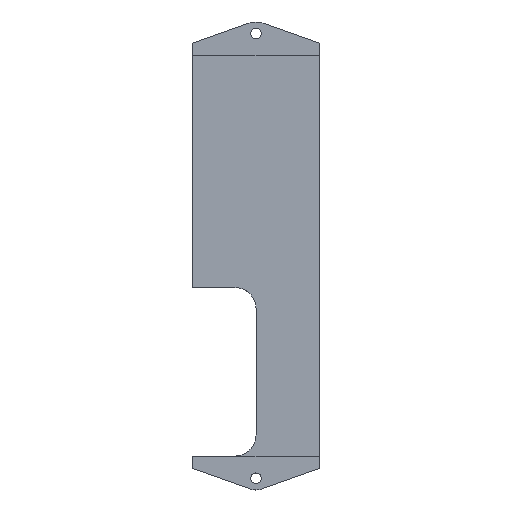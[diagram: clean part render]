
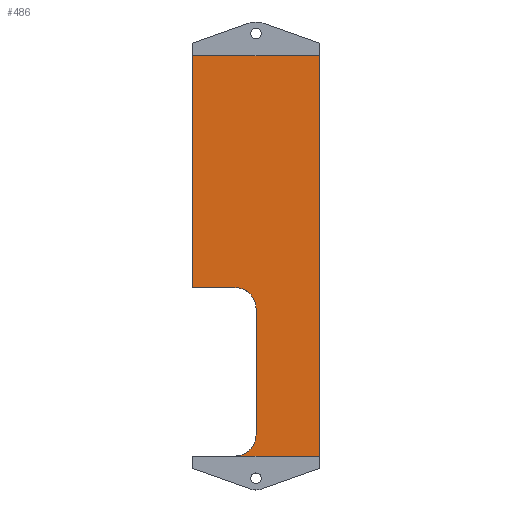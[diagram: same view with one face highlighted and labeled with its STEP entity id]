
A CAD part, top view. The second image highlights one B-rep face of the part: STEP entity #486.
In plain terms, the highlighted planar face has unit normal (0, 0, 1).
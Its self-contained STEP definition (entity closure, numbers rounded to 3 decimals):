
#20=CIRCLE('',#495,5.);
#22=CIRCLE('',#499,5.);
#58=FACE_OUTER_BOUND('',#86,.T.);
#86=EDGE_LOOP('',(#417,#418,#419,#420,#421,#422,#423,#424));
#93=LINE('',#668,#148);
#97=LINE('',#680,#152);
#106=LINE('',#702,#161);
#116=LINE('',#721,#171);
#117=LINE('',#724,#172);
#123=LINE('',#739,#178);
#148=VECTOR('',#535,10.);
#152=VECTOR('',#547,10.);
#161=VECTOR('',#566,10.);
#171=VECTOR('',#580,10.);
#172=VECTOR('',#583,10.);
#178=VECTOR('',#597,10.);
#203=VERTEX_POINT('',#665);
#204=VERTEX_POINT('',#667);
#206=VERTEX_POINT('',#673);
#208=VERTEX_POINT('',#679);
#210=VERTEX_POINT('',#685);
#216=VERTEX_POINT('',#701);
#223=VERTEX_POINT('',#719);
#224=VERTEX_POINT('',#723);
#247=EDGE_CURVE('',#204,#203,#93,.T.);
#250=EDGE_CURVE('',#206,#204,#20,.T.);
#253=EDGE_CURVE('',#208,#206,#97,.T.);
#257=EDGE_CURVE('',#203,#210,#22,.T.);
#264=EDGE_CURVE('',#208,#216,#106,.T.);
#274=EDGE_CURVE('',#223,#210,#116,.T.);
#275=EDGE_CURVE('',#224,#216,#117,.T.);
#283=EDGE_CURVE('',#224,#223,#123,.T.);
#417=ORIENTED_EDGE('',*,*,#257,.T.);
#418=ORIENTED_EDGE('',*,*,#274,.F.);
#419=ORIENTED_EDGE('',*,*,#283,.F.);
#420=ORIENTED_EDGE('',*,*,#275,.T.);
#421=ORIENTED_EDGE('',*,*,#264,.F.);
#422=ORIENTED_EDGE('',*,*,#253,.T.);
#423=ORIENTED_EDGE('',*,*,#250,.T.);
#424=ORIENTED_EDGE('',*,*,#247,.T.);
#461=PLANE('',#525);
#486=ADVANCED_FACE('',(#58),#461,.F.);
#495=AXIS2_PLACEMENT_3D('',#674,#541,#542);
#499=AXIS2_PLACEMENT_3D('',#687,#554,#555);
#525=AXIS2_PLACEMENT_3D('',#791,#650,#651);
#535=DIRECTION('',(0.,-1.,0.));
#541=DIRECTION('center_axis',(0.,0.,
-1.));
#542=DIRECTION('ref_axis',(1.,0.,0.));
#547=DIRECTION('',(1.,0.,0.));
#554=DIRECTION('center_axis',(0.,0.,
-1.));
#555=DIRECTION('ref_axis',(0.,-1.,0.));
#566=DIRECTION('',(0.,1.,0.));
#580=DIRECTION('',(-1.,0.,0.));
#583=DIRECTION('',(-1.,0.,0.));
#597=DIRECTION('',(0.,-1.,0.));
#650=DIRECTION('center_axis',(0.,0.,
-1.));
#651=DIRECTION('ref_axis',(-1.,0.,0.));
#665=CARTESIAN_POINT('',(-32.798,-41.188,15.1));
#667=CARTESIAN_POINT('',(-32.798,-11.188,15.1));
#668=CARTESIAN_POINT('',(-32.798,-20.353,15.1));
#673=CARTESIAN_POINT('',(-37.798,-6.188,15.1));
#674=CARTESIAN_POINT('Origin',(-37.798,-11.188,15.1));
#679=CARTESIAN_POINT('',(-47.798,-6.188,15.1));
#680=CARTESIAN_POINT('',(-40.298,-6.188,15.1));
#685=CARTESIAN_POINT('',(-37.798,-46.188,15.1));
#687=CARTESIAN_POINT('Origin',(-37.798,-41.188,15.1));
#701=CARTESIAN_POINT('',(-47.798,48.78,15.1));
#702=CARTESIAN_POINT('',(-47.798,-32.129,15.1));
#719=CARTESIAN_POINT('',(-17.798,-46.188,15.1));
#721=CARTESIAN_POINT('',(-17.798,-46.188,15.1));
#723=CARTESIAN_POINT('',(-17.798,48.78,15.1));
#724=CARTESIAN_POINT('',(-17.798,48.78,15.1));
#739=CARTESIAN_POINT('',(-17.798,18.355,15.1));
#791=CARTESIAN_POINT('Origin',(-32.798,-29.519,15.1));
